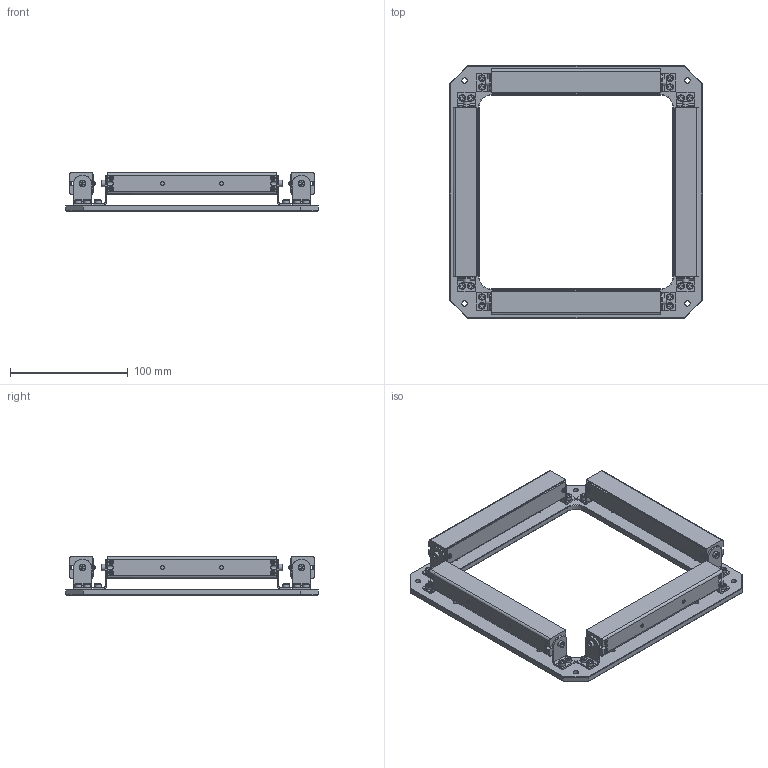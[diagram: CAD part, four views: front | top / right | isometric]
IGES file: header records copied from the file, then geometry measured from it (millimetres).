
Global section: file name: No Iges File Name specified; native system: Autodesk Inventor 2013; preprocessor: AutoDesk Inventor Iges Exporter R2013; author: lck; date: 20140130.150805; units: millimetre
Bounding box: 214 x 214 x 32.5 mm (x, y, z)
Volume: 168362 mm3; surface area: 143897.1 mm2
Topology: 1 solids, 57 shells, 1850 faces, 4872 edges, 3172 vertices
Faces by surface type: bspline 1850
